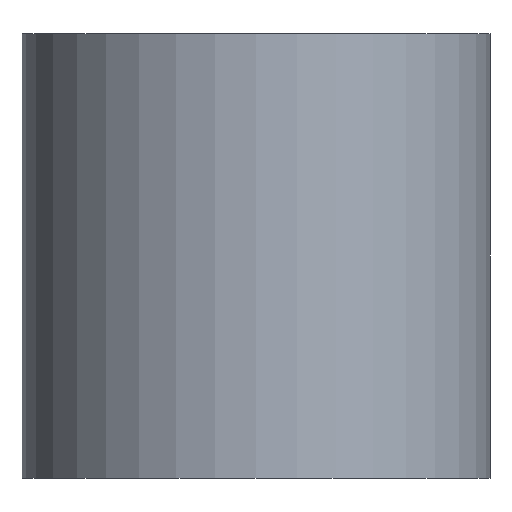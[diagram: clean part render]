
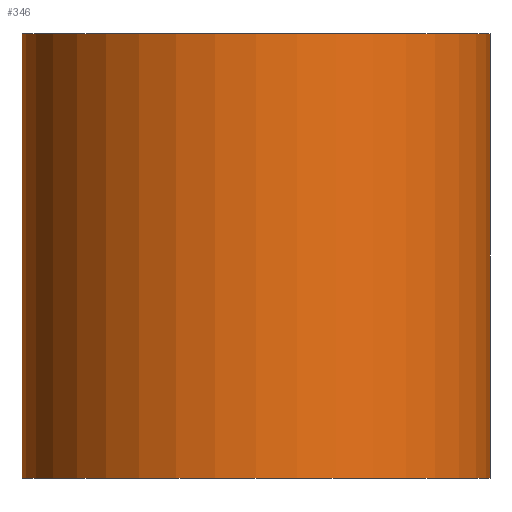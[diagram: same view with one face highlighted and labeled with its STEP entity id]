
A CAD part, front view. The second image highlights one B-rep face of the part: STEP entity #346.
In plain terms, the highlighted cylindrical face has radius 2 mm (diameter 4 mm), a partial arc.
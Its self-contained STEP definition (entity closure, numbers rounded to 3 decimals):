
#10 = CARTESIAN_POINT ( 'NONE',  ( -9., 20., 16.8 ) ) ;
#30 = CARTESIAN_POINT ( 'NONE',  ( -9., 20., 13. ) ) ;
#31 = DIRECTION ( 'NONE',  ( -1., 0., 0. ) ) ;
#33 = LINE ( 'NONE', #365, #219 ) ;
#35 = VERTEX_POINT ( 'NONE', #260 ) ;
#44 = CIRCLE ( 'NONE', #268, 2. ) ;
#56 = FACE_OUTER_BOUND ( 'NONE', #184, .T. ) ;
#65 = AXIS2_PLACEMENT_3D ( 'NONE', #176, #95, #223 ) ;
#81 = DIRECTION ( 'NONE',  ( 0., 0., -1. ) ) ;
#85 = DIRECTION ( 'NONE',  ( 0., 0., 1. ) ) ;
#87 = ORIENTED_EDGE ( 'NONE', *, *, #284, .F. ) ;
#95 = DIRECTION ( 'NONE',  ( 0., 0., 1. ) ) ;
#112 = CIRCLE ( 'NONE', #239, 2. ) ;
#123 = CARTESIAN_POINT ( 'NONE',  ( -11., 20., 16.8 ) ) ;
#142 = CYLINDRICAL_SURFACE ( 'NONE', #65, 2. ) ;
#171 = DIRECTION ( 'NONE',  ( -1., 0., 0. ) ) ;
#176 = CARTESIAN_POINT ( 'NONE',  ( -11., 20., 16.8 ) ) ;
#184 = EDGE_LOOP ( 'NONE', ( #224, #87, #355, #280 ) ) ;
#215 = VERTEX_POINT ( 'NONE', #294 ) ;
#219 = VECTOR ( 'NONE', #359, 1000. ) ;
#223 = DIRECTION ( 'NONE',  ( 1., 0., 0. ) ) ;
#224 = ORIENTED_EDGE ( 'NONE', *, *, #256, .F. ) ;
#238 = EDGE_CURVE ( 'NONE', #215, #329, #112, .T. ) ;
#239 = AXIS2_PLACEMENT_3D ( 'NONE', #123, #81, #171 ) ;
#244 = CARTESIAN_POINT ( 'NONE',  ( -11., 20., 13. ) ) ;
#250 = EDGE_CURVE ( 'NONE', #342, #215, #364, .T. ) ;
#256 = EDGE_CURVE ( 'NONE', #35, #329, #33, .T. ) ;
#260 = CARTESIAN_POINT ( 'NONE',  ( -13., 20., 13. ) ) ;
#268 = AXIS2_PLACEMENT_3D ( 'NONE', #244, #330, #31 ) ;
#280 = ORIENTED_EDGE ( 'NONE', *, *, #238, .T. ) ;
#284 = EDGE_CURVE ( 'NONE', #342, #35, #44, .T. ) ;
#289 = VECTOR ( 'NONE', #85, 1000. ) ;
#294 = CARTESIAN_POINT ( 'NONE',  ( -9., 20., 16.8 ) ) ;
#329 = VERTEX_POINT ( 'NONE', #337 ) ;
#330 = DIRECTION ( 'NONE',  ( 0., 0., -1. ) ) ;
#337 = CARTESIAN_POINT ( 'NONE',  ( -13., 20., 16.8 ) ) ;
#342 = VERTEX_POINT ( 'NONE', #30 ) ;
#346 = ADVANCED_FACE ( 'NONE', ( #56 ), #142, .T. ) ;
#355 = ORIENTED_EDGE ( 'NONE', *, *, #250, .T. ) ;
#359 = DIRECTION ( 'NONE',  ( 0., 0., 1. ) ) ;
#364 = LINE ( 'NONE', #10, #289 ) ;
#365 = CARTESIAN_POINT ( 'NONE',  ( -13., 20., 16.8 ) ) ;
